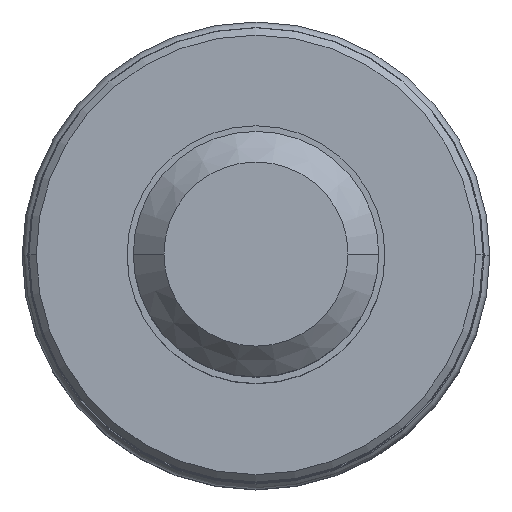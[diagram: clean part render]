
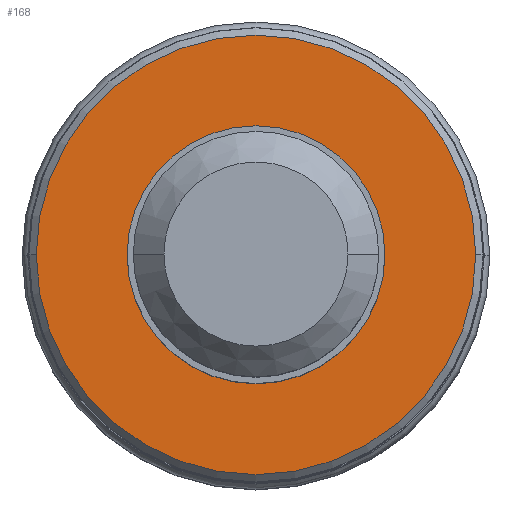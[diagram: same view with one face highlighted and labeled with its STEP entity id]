
A CAD part, top view. The second image highlights one B-rep face of the part: STEP entity #168.
In plain terms, the highlighted planar face has unit normal (0, 0, 1).
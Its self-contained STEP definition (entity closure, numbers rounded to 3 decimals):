
#28=PLANE('',#1439);
#33=FACE_BOUND('',#333,.T.);
#34=FACE_BOUND('',#334,.T.);
#168=ADVANCED_FACE('',(#33,#34),#28,.F.);
#333=EDGE_LOOP('',(#544,#545,#546,#547));
#334=EDGE_LOOP('',(#548,#549));
#544=ORIENTED_EDGE('',*,*,#907,.F.);
#545=ORIENTED_EDGE('',*,*,#906,.F.);
#546=ORIENTED_EDGE('',*,*,#908,.F.);
#547=ORIENTED_EDGE('',*,*,#909,.F.);
#548=ORIENTED_EDGE('',*,*,#910,.F.);
#549=ORIENTED_EDGE('',*,*,#911,.F.);
#766=VERTEX_POINT('',#3120);
#767=VERTEX_POINT('',#3122);
#768=VERTEX_POINT('',#3124);
#769=VERTEX_POINT('',#3128);
#770=VERTEX_POINT('',#3131);
#771=VERTEX_POINT('',#3132);
#906=EDGE_CURVE('',#767,#768,#1095,.T.);
#907=EDGE_CURVE('',#768,#766,#1096,.T.);
#908=EDGE_CURVE('',#769,#767,#1097,.T.);
#909=EDGE_CURVE('',#766,#769,#1098,.T.);
#910=EDGE_CURVE('',#770,#771,#1099,.T.);
#911=EDGE_CURVE('',#771,#770,#1100,.T.);
#1095=CIRCLE('',#1432,8.95);
#1096=CIRCLE('',#1433,8.95);
#1097=CIRCLE('',#1435,8.95);
#1098=CIRCLE('',#1436,8.95);
#1099=CIRCLE('',#1437,5.25);
#1100=CIRCLE('',#1438,5.25);
#1432=AXIS2_PLACEMENT_3D('',#3123,#1743,#1744);
#1433=AXIS2_PLACEMENT_3D('',#3125,#1745,#1746);
#1435=AXIS2_PLACEMENT_3D('',#3127,#1749,#1750);
#1436=AXIS2_PLACEMENT_3D('',#3129,#1751,#1752);
#1437=AXIS2_PLACEMENT_3D('',#3130,#1753,#1754);
#1438=AXIS2_PLACEMENT_3D('',#3133,#1755,#1756);
#1439=AXIS2_PLACEMENT_3D('',#3134,#1757,#1758);
#1743=DIRECTION('',(0.,0.,-1.));
#1744=DIRECTION('',(-1.,0.,0.));
#1745=DIRECTION('',(0.,0.,-1.));
#1746=DIRECTION('',(0.,1.,0.));
#1749=DIRECTION('',(0.,0.,-1.));
#1750=DIRECTION('',(0.,-1.,0.));
#1751=DIRECTION('',(0.,0.,-1.));
#1752=DIRECTION('',(1.,0.,0.));
#1753=DIRECTION('',(0.,0.,1.));
#1754=DIRECTION('',(1.,0.,0.));
#1755=DIRECTION('',(0.,0.,1.));
#1756=DIRECTION('',(-1.,0.,0.));
#1757=DIRECTION('',(0.,0.,-1.));
#1758=DIRECTION('',(-1.,0.,0.));
#3120=CARTESIAN_POINT('',(8.95,0.,0.));
#3122=CARTESIAN_POINT('',(-8.95,0.,0.));
#3123=CARTESIAN_POINT('',(0.,0.,0.));
#3124=CARTESIAN_POINT('',(0.,8.95,0.));
#3125=CARTESIAN_POINT('',(0.,0.,0.));
#3127=CARTESIAN_POINT('',(0.,0.,0.));
#3128=CARTESIAN_POINT('',(0.,-8.95,0.));
#3129=CARTESIAN_POINT('',(0.,0.,0.));
#3130=CARTESIAN_POINT('',(0.,0.,0.));
#3131=CARTESIAN_POINT('',(5.25,0.,0.));
#3132=CARTESIAN_POINT('',(-5.25,0.,0.));
#3133=CARTESIAN_POINT('',(0.,0.,0.));
#3134=CARTESIAN_POINT('',(0.,0.,0.));
